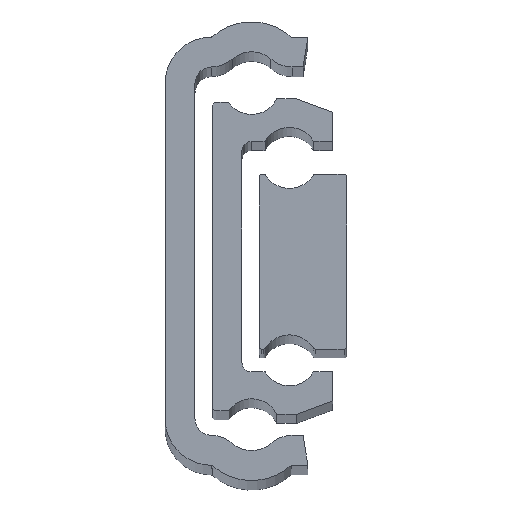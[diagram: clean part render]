
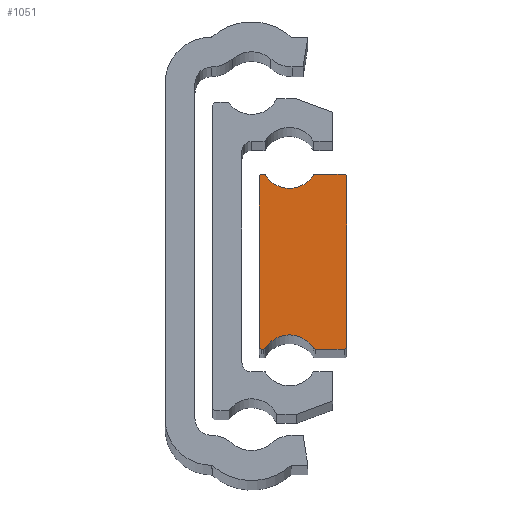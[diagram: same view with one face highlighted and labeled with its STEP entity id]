
A CAD part, top view. The second image highlights one B-rep face of the part: STEP entity #1051.
In plain terms, the highlighted face is planar.
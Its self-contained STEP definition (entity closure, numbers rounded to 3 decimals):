
#216 = CARTESIAN_POINT ( 'NONE',  ( 10.45, -9.5, 0. ) ) ;
#217 = CARTESIAN_POINT ( 'NONE',  ( 10.68, 9.5, 0. ) ) ;
#220 = CARTESIAN_POINT ( 'NONE',  ( 10.45, 9.5, 0. ) ) ;
#223 = CARTESIAN_POINT ( 'NONE',  ( 19.45, 9.5, 0. ) ) ;
#234 = CARTESIAN_POINT ( 'NONE',  ( 19.75, 9.2, 0. ) ) ;
#237 = CARTESIAN_POINT ( 'NONE',  ( 10.68, -9.5, 0. ) ) ;
#255 = CARTESIAN_POINT ( 'NONE',  ( 19.75, -9.2, 0. ) ) ;
#259 = CARTESIAN_POINT ( 'NONE',  ( 10.933, 9.361, 0. ) ) ;
#289 = VERTEX_POINT ( 'NONE', #642 ) ;
#308 = VERTEX_POINT ( 'NONE', #217 ) ;
#309 = VERTEX_POINT ( 'NONE', #414 ) ;
#312 = VERTEX_POINT ( 'NONE', #216 ) ;
#359 = VERTEX_POINT ( 'NONE', #220 ) ;
#363 = VERTEX_POINT ( 'NONE', #223 ) ;
#371 = VERTEX_POINT ( 'NONE', #234 ) ;
#378 = VERTEX_POINT ( 'NONE', #513 ) ;
#379 = VERTEX_POINT ( 'NONE', #501 ) ;
#380 = VERTEX_POINT ( 'NONE', #426 ) ;
#381 = VERTEX_POINT ( 'NONE', #255 ) ;
#383 = VERTEX_POINT ( 'NONE', #259 ) ;
#384 = VERTEX_POINT ( 'NONE', #237 ) ;
#388 = VERTEX_POINT ( 'NONE', #643 ) ;
#389 = VERTEX_POINT ( 'NONE', #627 ) ;
#395 = CARTESIAN_POINT ( 'NONE',  ( 16.32, -9.2, 0. ) ) ;
#396 = DIRECTION ( 'NONE',  ( 0., 0., 1. ) ) ;
#411 = DIRECTION ( 'NONE',  ( 1., 0., 0. ) ) ;
#414 = CARTESIAN_POINT ( 'NONE',  ( 16.32, 9.5, 0. ) ) ;
#426 = CARTESIAN_POINT ( 'NONE',  ( 10.933, -9.361, 0. ) ) ;
#443 = CARTESIAN_POINT ( 'NONE',  ( 16.067, 9.361, 0. ) ) ;
#497 = VERTEX_POINT ( 'NONE', #443 ) ;
#501 = CARTESIAN_POINT ( 'NONE',  ( 16.067, -9.361, 0. ) ) ;
#513 = CARTESIAN_POINT ( 'NONE',  ( 10.25, 9.3, 0. ) ) ;
#627 = CARTESIAN_POINT ( 'NONE',  ( 16.32, -9.5, 0. ) ) ;
#642 = CARTESIAN_POINT ( 'NONE',  ( 19.45, -9.5, 0. ) ) ;
#643 = CARTESIAN_POINT ( 'NONE',  ( 10.25, -9.3, 0. ) ) ;
#766 = EDGE_CURVE ( 'NONE', #379, #389, #1667, .T. ) ;
#880 = EDGE_CURVE ( 'NONE', #389, #289, #1834, .T. ) ;
#881 = EDGE_CURVE ( 'NONE', #289, #381, #1843, .T. ) ;
#883 = EDGE_CURVE ( 'NONE', #308, #359, #1842, .T. ) ;
#884 = EDGE_CURVE ( 'NONE', #497, #383, #1847, .T. ) ;
#885 = EDGE_CURVE ( 'NONE', #359, #378, #1849, .T. ) ;
#888 = EDGE_CURVE ( 'NONE', #309, #497, #1852, .T. ) ;
#896 = EDGE_CURVE ( 'NONE', #383, #308, #1862, .T. ) ;
#897 = EDGE_CURVE ( 'NONE', #380, #379, #1864, .T. ) ;
#898 = EDGE_CURVE ( 'NONE', #312, #384, #1863, .T. ) ;
#900 = EDGE_CURVE ( 'NONE', #388, #312, #1870, .T. ) ;
#904 = EDGE_CURVE ( 'NONE', #384, #380, #1877, .T. ) ;
#912 = EDGE_CURVE ( 'NONE', #363, #309, #1886, .T. ) ;
#936 = EDGE_CURVE ( 'NONE', #381, #371, #1918, .T. ) ;
#979 = EDGE_CURVE ( 'NONE', #378, #388, #1986, .T. ) ;
#1004 = EDGE_CURVE ( 'NONE', #371, #363, #2033, .T. ) ;
#1043 = AXIS2_PLACEMENT_3D ( 'NONE', #395, #396, #411 ) ;
#1051 = ADVANCED_FACE ( 'NONE', ( #2081 ), #2439, .F. ) ;
#1190 = AXIS2_PLACEMENT_3D ( 'NONE', #3327, #3243, #3231 ) ;
#1191 = AXIS2_PLACEMENT_3D ( 'NONE', #3302, #3254, #3244 ) ;
#1193 = AXIS2_PLACEMENT_3D ( 'NONE', #3165, #3328, #3315 ) ;
#1195 = AXIS2_PLACEMENT_3D ( 'NONE', #3264, #3242, #3147 ) ;
#1196 = AXIS2_PLACEMENT_3D ( 'NONE', #3265, #3104, #3305 ) ;
#1199 = AXIS2_PLACEMENT_3D ( 'NONE', #3256, #3110, #3112 ) ;
#1200 = AXIS2_PLACEMENT_3D ( 'NONE', #3116, #3186, #3187 ) ;
#1204 = AXIS2_PLACEMENT_3D ( 'NONE', #3181, #3157, #3173 ) ;
#1241 = AXIS2_PLACEMENT_3D ( 'NONE', #2363, #2372, #2373 ) ;
#1262 = AXIS2_PLACEMENT_3D ( 'NONE', #2442, #2451, #2452 ) ;
#1548 = ORIENTED_EDGE ( 'NONE', *, *, #1004, .F. ) ;
#1549 = ORIENTED_EDGE ( 'NONE', *, *, #936, .F. ) ;
#1550 = ORIENTED_EDGE ( 'NONE', *, *, #881, .F. ) ;
#1551 = ORIENTED_EDGE ( 'NONE', *, *, #880, .F. ) ;
#1552 = ORIENTED_EDGE ( 'NONE', *, *, #766, .F. ) ;
#1553 = ORIENTED_EDGE ( 'NONE', *, *, #897, .F. ) ;
#1554 = ORIENTED_EDGE ( 'NONE', *, *, #904, .F. ) ;
#1555 = ORIENTED_EDGE ( 'NONE', *, *, #898, .F. ) ;
#1556 = ORIENTED_EDGE ( 'NONE', *, *, #900, .F. ) ;
#1557 = ORIENTED_EDGE ( 'NONE', *, *, #979, .F. ) ;
#1558 = ORIENTED_EDGE ( 'NONE', *, *, #885, .F. ) ;
#1559 = ORIENTED_EDGE ( 'NONE', *, *, #883, .F. ) ;
#1560 = ORIENTED_EDGE ( 'NONE', *, *, #896, .F. ) ;
#1561 = ORIENTED_EDGE ( 'NONE', *, *, #884, .F. ) ;
#1562 = ORIENTED_EDGE ( 'NONE', *, *, #888, .F. ) ;
#1563 = ORIENTED_EDGE ( 'NONE', *, *, #912, .F. ) ;
#1667 = CIRCLE ( 'NONE', #1043, 0.3 ) ;
#1834 = LINE ( 'NONE', #3176, #1840 ) ;
#1840 = VECTOR ( 'NONE', #3301, 1000. ) ;
#1842 = LINE ( 'NONE', #3303, #1844 ) ;
#1843 = CIRCLE ( 'NONE', #1190, 0.3 ) ;
#1844 = VECTOR ( 'NONE', #3140, 1000. ) ;
#1847 = CIRCLE ( 'NONE', #1193, 3.04 ) ;
#1849 = CIRCLE ( 'NONE', #1191, 0.2 ) ;
#1852 = CIRCLE ( 'NONE', #1196, 0.3 ) ;
#1861 = VECTOR ( 'NONE', #3117, 1000. ) ;
#1862 = CIRCLE ( 'NONE', #1195, 0.3 ) ;
#1863 = LINE ( 'NONE', #3253, #1861 ) ;
#1864 = CIRCLE ( 'NONE', #1199, 3.04 ) ;
#1870 = CIRCLE ( 'NONE', #1200, 0.2 ) ;
#1877 = CIRCLE ( 'NONE', #1204, 0.3 ) ;
#1883 = VECTOR ( 'NONE', #3237, 1000. ) ;
#1886 = LINE ( 'NONE', #3171, #1883 ) ;
#1918 = LINE ( 'NONE', #3392, #1925 ) ;
#1925 = VECTOR ( 'NONE', #3385, 1000. ) ;
#1986 = LINE ( 'NONE', #2311, #1989 ) ;
#1989 = VECTOR ( 'NONE', #2312, 1000. ) ;
#2033 = CIRCLE ( 'NONE', #1241, 0.3 ) ;
#2081 = FACE_OUTER_BOUND ( 'NONE', #3040, .T. ) ;
#2311 = CARTESIAN_POINT ( 'NONE',  ( 10.25, 9.3, 0. ) ) ;
#2312 = DIRECTION ( 'NONE',  ( 0., -1., 0. ) ) ;
#2363 = CARTESIAN_POINT ( 'NONE',  ( 19.45, 9.2, 0. ) ) ;
#2372 = DIRECTION ( 'NONE',  ( 0., 0., 1. ) ) ;
#2373 = DIRECTION ( 'NONE',  ( 1., 0., 0. ) ) ;
#2439 = PLANE ( 'NONE',  #1262 ) ;
#2442 = CARTESIAN_POINT ( 'NONE',  ( 19.45, 9.2, 0. ) ) ;
#2451 = DIRECTION ( 'NONE',  ( 0., 0., 1. ) ) ;
#2452 = DIRECTION ( 'NONE',  ( 1., 0., 0. ) ) ;
#3040 = EDGE_LOOP ( 'NONE', ( #1548, #1549, #1550, #1551, #1552, #1553, #1554, #1555, #1556, #1557, #1558, #1559, #1560, #1561, #1562, #1563 ) ) ;
#3104 = DIRECTION ( 'NONE',  ( 0., 0., 1. ) ) ;
#3110 = DIRECTION ( 'NONE',  ( 0., 0., -1. ) ) ;
#3112 = DIRECTION ( 'NONE',  ( 1., 0., 0. ) ) ;
#3116 = CARTESIAN_POINT ( 'NONE',  ( 10.45, -9.3, 0. ) ) ;
#3117 = DIRECTION ( 'NONE',  ( 1., 0., 0. ) ) ;
#3140 = DIRECTION ( 'NONE',  ( -1., 0., 0. ) ) ;
#3147 = DIRECTION ( 'NONE',  ( 1., 0., 0. ) ) ;
#3157 = DIRECTION ( 'NONE',  ( 0., 0., 1. ) ) ;
#3165 = CARTESIAN_POINT ( 'NONE',  ( 13.5, 10.99, 0. ) ) ;
#3171 = CARTESIAN_POINT ( 'NONE',  ( 19.45, 9.5, 0. ) ) ;
#3173 = DIRECTION ( 'NONE',  ( 1., 0., 0. ) ) ;
#3176 = CARTESIAN_POINT ( 'NONE',  ( 16.32, -9.5, 0. ) ) ;
#3181 = CARTESIAN_POINT ( 'NONE',  ( 10.68, -9.2, 0. ) ) ;
#3186 = DIRECTION ( 'NONE',  ( 0., 0., 1. ) ) ;
#3187 = DIRECTION ( 'NONE',  ( 1., 0., 0. ) ) ;
#3231 = DIRECTION ( 'NONE',  ( 1., 0., 0. ) ) ;
#3237 = DIRECTION ( 'NONE',  ( -1., 0., 0. ) ) ;
#3242 = DIRECTION ( 'NONE',  ( 0., 0., 1. ) ) ;
#3243 = DIRECTION ( 'NONE',  ( 0., 0., 1. ) ) ;
#3244 = DIRECTION ( 'NONE',  ( 1., 0., 0. ) ) ;
#3253 = CARTESIAN_POINT ( 'NONE',  ( 10.45, -9.5, 0. ) ) ;
#3254 = DIRECTION ( 'NONE',  ( 0., 0., 1. ) ) ;
#3256 = CARTESIAN_POINT ( 'NONE',  ( 13.5, -10.99, 0. ) ) ;
#3264 = CARTESIAN_POINT ( 'NONE',  ( 10.68, 9.2, 0. ) ) ;
#3265 = CARTESIAN_POINT ( 'NONE',  ( 16.32, 9.2, 0. ) ) ;
#3301 = DIRECTION ( 'NONE',  ( 1., 0., 0. ) ) ;
#3302 = CARTESIAN_POINT ( 'NONE',  ( 10.45, 9.3, 0. ) ) ;
#3303 = CARTESIAN_POINT ( 'NONE',  ( 10.68, 9.5, 0. ) ) ;
#3305 = DIRECTION ( 'NONE',  ( 1., 0., 0. ) ) ;
#3315 = DIRECTION ( 'NONE',  ( 1., 0., 0. ) ) ;
#3327 = CARTESIAN_POINT ( 'NONE',  ( 19.45, -9.2, 0. ) ) ;
#3328 = DIRECTION ( 'NONE',  ( 0., 0., -1. ) ) ;
#3385 = DIRECTION ( 'NONE',  ( 0., 1., 0. ) ) ;
#3392 = CARTESIAN_POINT ( 'NONE',  ( 19.75, -9.2, 0. ) ) ;
